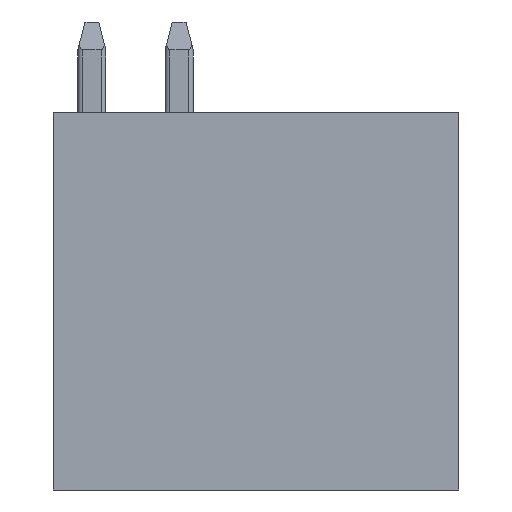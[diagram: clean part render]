
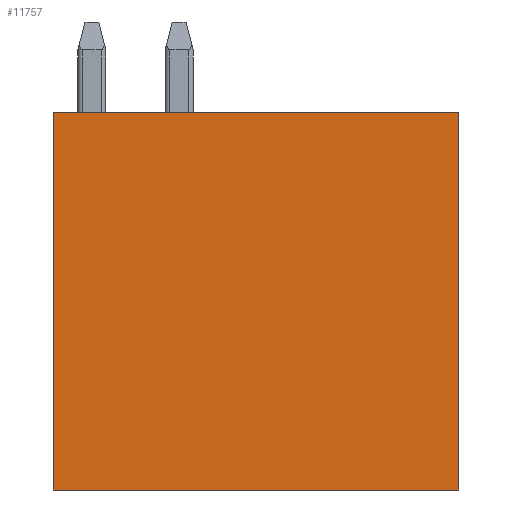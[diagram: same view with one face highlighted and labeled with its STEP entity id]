
A CAD part, front view. The second image highlights one B-rep face of the part: STEP entity #11757.
In plain terms, the highlighted planar face has unit normal (0, -1, 0).
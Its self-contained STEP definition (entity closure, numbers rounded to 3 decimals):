
#2761=DIRECTION('',(0.,0.,1.));
#2762=VECTOR('',#2761,10.8);
#2763=CARTESIAN_POINT('',(-5.49,-21.8,-6.62));
#2764=LINE('',#2763,#2762);
#2765=DIRECTION('',(1.,0.,0.));
#2766=VECTOR('',#2765,11.6);
#2767=CARTESIAN_POINT('',(-5.49,-21.8,4.18));
#2768=LINE('',#2767,#2766);
#2769=DIRECTION('',(0.,0.,-1.));
#2770=VECTOR('',#2769,10.8);
#2771=CARTESIAN_POINT('',(6.11,-21.8,4.18));
#2772=LINE('',#2771,#2770);
#2773=DIRECTION('',(-1.,0.,0.));
#2774=VECTOR('',#2773,11.6);
#2775=CARTESIAN_POINT('',(6.11,-21.8,-6.62));
#2776=LINE('',#2775,#2774);
#7097=CARTESIAN_POINT('',(-5.49,-21.8,-6.62));
#7098=CARTESIAN_POINT('',(-5.49,-21.8,4.18));
#7099=VERTEX_POINT('',#7097);
#7100=VERTEX_POINT('',#7098);
#7101=CARTESIAN_POINT('',(6.11,-21.8,4.18));
#7102=VERTEX_POINT('',#7101);
#7103=CARTESIAN_POINT('',(6.11,-21.8,-6.62));
#7104=VERTEX_POINT('',#7103);
#11746=CARTESIAN_POINT('',(0.,-21.8,0.));
#11747=DIRECTION('',(0.,1.,0.));
#11748=DIRECTION('',(1.,0.,0.));
#11749=AXIS2_PLACEMENT_3D('',#11746,#11747,#11748);
#11750=PLANE('',#11749);
#11751=ORIENTED_EDGE('',*,*,#8830,.T.);
#11752=ORIENTED_EDGE('',*,*,#8992,.T.);
#11753=ORIENTED_EDGE('',*,*,#9056,.T.);
#11754=ORIENTED_EDGE('',*,*,#11740,.T.);
#11755=EDGE_LOOP('',(#11751,#11752,#11753,#11754));
#11756=FACE_OUTER_BOUND('',#11755,.F.);
#11757=ADVANCED_FACE('',(#11756),#11750,.F.);
#8830=EDGE_CURVE('',#7099,#7100,#2764,.T.);
#8992=EDGE_CURVE('',#7100,#7102,#2768,.T.);
#9056=EDGE_CURVE('',#7102,#7104,#2772,.T.);
#11740=EDGE_CURVE('',#7104,#7099,#2776,.T.);
